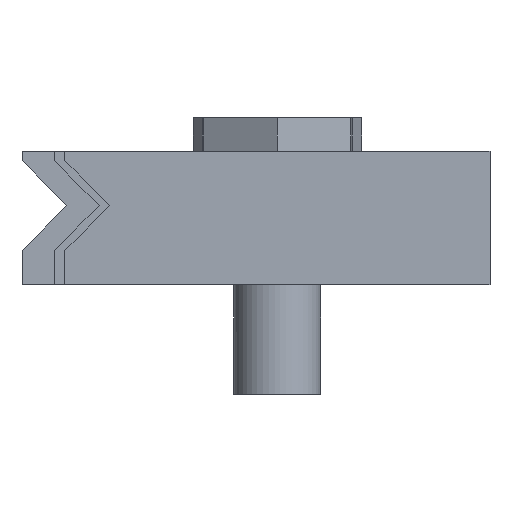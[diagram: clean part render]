
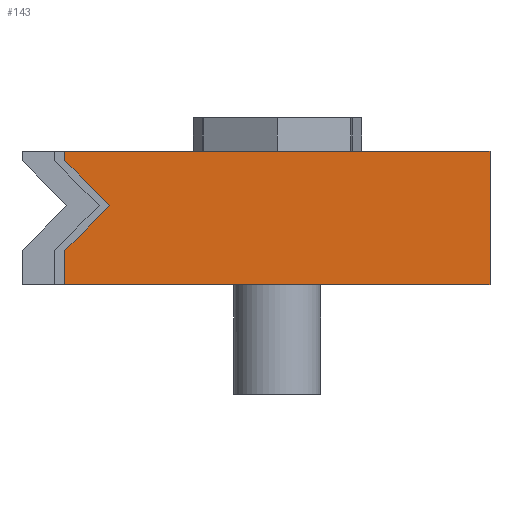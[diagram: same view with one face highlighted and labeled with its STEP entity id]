
A CAD part, front view. The second image highlights one B-rep face of the part: STEP entity #143.
In plain terms, the highlighted planar face has unit normal (0, -1, 0).
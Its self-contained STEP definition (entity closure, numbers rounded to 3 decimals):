
#143=ADVANCED_FACE('',(#280),#2158,.T.);
#280=FACE_OUTER_BOUND('',#420,.T.);
#420=EDGE_LOOP('',(#617,#618,#619,#620,#621,#622,#623));
#617=ORIENTED_EDGE('',*,*,#1231,.T.);
#618=ORIENTED_EDGE('',*,*,#1237,.T.);
#619=ORIENTED_EDGE('',*,*,#1233,.T.);
#620=ORIENTED_EDGE('',*,*,#1235,.F.);
#621=ORIENTED_EDGE('',*,*,#1243,.T.);
#622=ORIENTED_EDGE('',*,*,#1241,.T.);
#623=ORIENTED_EDGE('',*,*,#1239,.F.);
#1231=EDGE_CURVE('',#1889,#1890,#1555,.T.);
#1233=EDGE_CURVE('',#1893,#1894,#1557,.T.);
#1235=EDGE_CURVE('',#1897,#1894,#1559,.T.);
#1237=EDGE_CURVE('',#1890,#1893,#1561,.T.);
#1239=EDGE_CURVE('',#1889,#1899,#1563,.T.);
#1241=EDGE_CURVE('',#1901,#1899,#1565,.T.);
#1243=EDGE_CURVE('',#1897,#1901,#1567,.T.);
#1555=B_SPLINE_CURVE_WITH_KNOTS('',1,(#2529,#2530),.UNSPECIFIED.,.F.,.F.,
(2,2),(-3.829,-2.857),.UNSPECIFIED.);
#1557=B_SPLINE_CURVE_WITH_KNOTS('',1,(#2533,#2534),.UNSPECIFIED.,.F.,.F.,
(2,2),(2.857,6.629),.UNSPECIFIED.);
#1559=B_SPLINE_CURVE_WITH_KNOTS('',1,(#2537,#2538),.UNSPECIFIED.,.F.,.F.,
(2,2),(0.,38.166),.UNSPECIFIED.);
#1561=B_SPLINE_CURVE_WITH_KNOTS('',1,(#2541,#2542),.UNSPECIFIED.,.F.,.F.,
(2,2),(4.856,21.409),.UNSPECIFIED.);
#1563=B_SPLINE_CURVE_WITH_KNOTS('',1,(#2545,#2546),.UNSPECIFIED.,.F.,.F.,
(2,2),(-5.693,0.),.UNSPECIFIED.);
#1565=B_SPLINE_CURVE_WITH_KNOTS('',1,(#2549,#2550),.UNSPECIFIED.,.F.,.F.,
(2,2),(32.474,38.166),.UNSPECIFIED.);
#1567=B_SPLINE_CURVE_WITH_KNOTS('',1,(#2553,#2554),.UNSPECIFIED.,.F.,.F.,
(2,2),(-6.629,-6.359),.UNSPECIFIED.);
#1889=VERTEX_POINT('',#2473);
#1890=VERTEX_POINT('',#2474);
#1893=VERTEX_POINT('',#2477);
#1894=VERTEX_POINT('',#2478);
#1897=VERTEX_POINT('',#2481);
#1899=VERTEX_POINT('',#2483);
#1901=VERTEX_POINT('',#2485);
#2158=PLANE('',#2256);
#2256=AXIS2_PLACEMENT_3D('',#2418,#2337,$);
#2337=DIRECTION('',(0.,-1.,0.));
#2418=CARTESIAN_POINT('',(-15.279,142.354,-21.092));
#2473=CARTESIAN_POINT('',(-4.083,142.354,-8.908));
#2474=CARTESIAN_POINT('',(-4.083,142.354,-12.));
#2477=CARTESIAN_POINT('',(34.083,142.354,-12.));
#2478=CARTESIAN_POINT('',(34.083,142.354,0.));
#2481=CARTESIAN_POINT('',(-4.083,142.354,0.));
#2483=CARTESIAN_POINT('',(-0.058,142.354,-4.883));
#2485=CARTESIAN_POINT('',(-4.083,142.354,-0.858));
#2529=CARTESIAN_POINT('',(-4.083,142.354,-8.908));
#2530=CARTESIAN_POINT('',(-4.083,142.354,-12.));
#2533=CARTESIAN_POINT('',(34.083,142.354,-12.));
#2534=CARTESIAN_POINT('',(34.083,142.354,0.));
#2537=CARTESIAN_POINT('',(-4.083,142.354,0.));
#2538=CARTESIAN_POINT('',(34.083,142.354,0.));
#2541=CARTESIAN_POINT('',(-4.083,142.354,-12.));
#2542=CARTESIAN_POINT('',(34.083,142.354,-12.));
#2545=CARTESIAN_POINT('',(-4.083,142.354,-8.908));
#2546=CARTESIAN_POINT('',(-0.058,142.354,-4.883));
#2549=CARTESIAN_POINT('',(-4.083,142.354,-0.858));
#2550=CARTESIAN_POINT('',(-0.058,142.354,-4.883));
#2553=CARTESIAN_POINT('',(-4.083,142.354,0.));
#2554=CARTESIAN_POINT('',(-4.083,142.354,-0.858));
